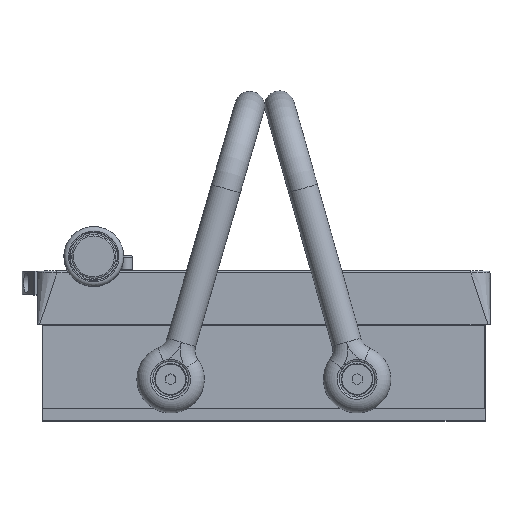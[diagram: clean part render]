
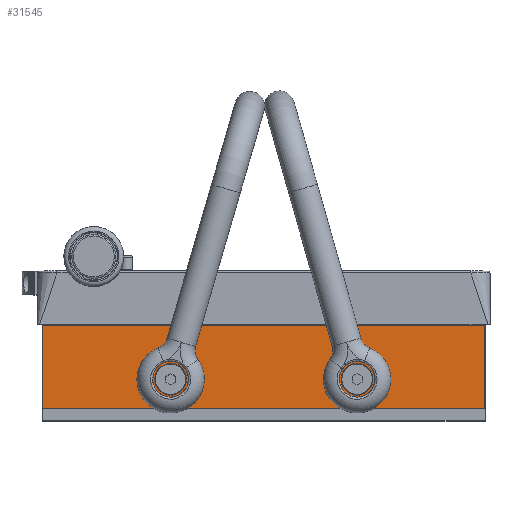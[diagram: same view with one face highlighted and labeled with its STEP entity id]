
A CAD part, top view. The second image highlights one B-rep face of the part: STEP entity #31545.
In plain terms, the highlighted planar face has unit normal (0, 0, 1).
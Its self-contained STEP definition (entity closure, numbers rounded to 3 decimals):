
#602=FACE_BOUND($,#6488,.T.);
#603=FACE_BOUND($,#6489,.T.);
#3636=CIRCLE($,#33033,4.);
#3637=CIRCLE($,#33034,4.);
#3638=CIRCLE($,#33035,4.);
#3639=CIRCLE($,#33036,4.);
#4984=FACE_OUTER_BOUND($,#6487,.T.);
#6487=EDGE_LOOP($,(#24032,#24033,#24034,#24035));
#6488=EDGE_LOOP($,(#24036,#24037));
#6489=EDGE_LOOP($,(#24038,#24039));
#8343=LINE($,#50172,#11292);
#8344=LINE($,#50174,#11293);
#8345=LINE($,#50176,#11294);
#8346=LINE($,#50177,#11295);
#11292=VECTOR($,#36139,41.9);
#11293=VECTOR($,#36140,222.8);
#11294=VECTOR($,#36141,41.9);
#11295=VECTOR($,#36142,222.8);
#14246=VERTEX_POINT($,#50170);
#14247=VERTEX_POINT($,#50171);
#14248=VERTEX_POINT($,#50173);
#14249=VERTEX_POINT($,#50175);
#14250=VERTEX_POINT($,#50178);
#14251=VERTEX_POINT($,#50179);
#14252=VERTEX_POINT($,#50182);
#14253=VERTEX_POINT($,#50183);
#18372=EDGE_CURVE($,#14246,#14247,#8343,.T.);
#18373=EDGE_CURVE($,#14247,#14248,#8344,.T.);
#18374=EDGE_CURVE($,#14248,#14249,#8345,.T.);
#18375=EDGE_CURVE($,#14249,#14246,#8346,.T.);
#18376=EDGE_CURVE($,#14250,#14251,#3636,.T.);
#18377=EDGE_CURVE($,#14251,#14250,#3637,.T.);
#18378=EDGE_CURVE($,#14252,#14253,#3638,.T.);
#18379=EDGE_CURVE($,#14253,#14252,#3639,.T.);
#24032=ORIENTED_EDGE($,*,*,#18372,.T.);
#24033=ORIENTED_EDGE($,*,*,#18373,.T.);
#24034=ORIENTED_EDGE($,*,*,#18374,.T.);
#24035=ORIENTED_EDGE($,*,*,#18375,.T.);
#24036=ORIENTED_EDGE($,*,*,#18376,.F.);
#24037=ORIENTED_EDGE($,*,*,#18377,.F.);
#24038=ORIENTED_EDGE($,*,*,#18378,.F.);
#24039=ORIENTED_EDGE($,*,*,#18379,.F.);
#30507=PLANE($,#33032);
#31545=ADVANCED_FACE($,(#4984,#602,#603),#30507,.F.);
#33032=AXIS2_PLACEMENT_3D($,#50169,#36137,#36138);
#33033=AXIS2_PLACEMENT_3D($,#50180,#36143,#36144);
#33034=AXIS2_PLACEMENT_3D($,#50181,#36145,#36146);
#33035=AXIS2_PLACEMENT_3D($,#50184,#36147,#36148);
#33036=AXIS2_PLACEMENT_3D($,#50185,#36149,#36150);
#36137=DIRECTION('center_axis',(0.,0.,-1.));
#36138=DIRECTION('ref_axis',(-1.,0.,0.));
#36139=DIRECTION($,(0.,-1.,0.));
#36140=DIRECTION($,(1.,0.,0.));
#36141=DIRECTION($,(0.,1.,0.));
#36142=DIRECTION($,(-1.,0.,0.));
#36143=DIRECTION('center_axis',(0.,0.,1.));
#36144=DIRECTION('ref_axis',(1.,0.,0.));
#36145=DIRECTION('center_axis',(0.,0.,1.));
#36146=DIRECTION('ref_axis',(1.,0.,0.));
#36147=DIRECTION('center_axis',(0.,0.,1.));
#36148=DIRECTION('ref_axis',(1.,0.,0.));
#36149=DIRECTION('center_axis',(0.,0.,1.));
#36150=DIRECTION('ref_axis',(1.,0.,0.));
#50169=CARTESIAN_POINT('Origin',(-225.5,-27.5,71.06));
#50170=CARTESIAN_POINT('',(-225.4,-27.6,71.06));
#50171=CARTESIAN_POINT('',(-225.4,-69.5,71.06));
#50172=CARTESIAN_POINT($,(-225.4,-27.6,71.06));
#50173=CARTESIAN_POINT('',(-2.6,-69.5,71.06));
#50174=CARTESIAN_POINT($,(-225.4,-69.5,71.06));
#50175=CARTESIAN_POINT('',(-2.6,-27.6,71.06));
#50176=CARTESIAN_POINT($,(-2.6,-69.5,71.06));
#50177=CARTESIAN_POINT($,(-2.6,-27.6,71.06));
#50178=CARTESIAN_POINT('',(-63.,-54.6,71.06));
#50179=CARTESIAN_POINT('',(-71.,-54.6,71.06));
#50180=CARTESIAN_POINT('Origin',(-67.,-54.6,71.06));
#50181=CARTESIAN_POINT('Origin',(-67.,-54.6,71.06));
#50182=CARTESIAN_POINT('',(-157.,-54.6,71.06));
#50183=CARTESIAN_POINT('',(-165.,-54.6,71.06));
#50184=CARTESIAN_POINT('Origin',(-161.,-54.6,71.06));
#50185=CARTESIAN_POINT('Origin',(-161.,-54.6,71.06));
